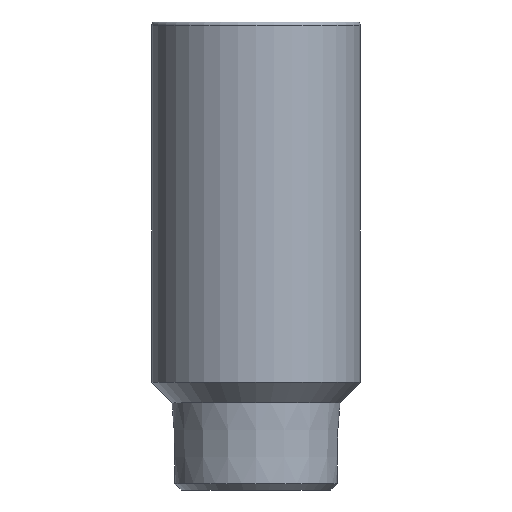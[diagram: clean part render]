
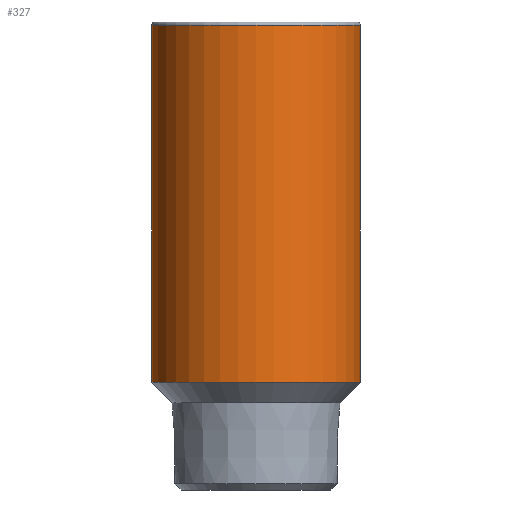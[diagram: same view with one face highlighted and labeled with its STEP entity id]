
A CAD part, front view. The second image highlights one B-rep face of the part: STEP entity #327.
In plain terms, the highlighted cylindrical face has radius 16.5 mm (diameter 33 mm), a full revolution.
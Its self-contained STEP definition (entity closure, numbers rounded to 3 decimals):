
#27=ELLIPSE('',#400,24.789,16.5);
#28=ELLIPSE('',#401,24.789,16.5);
#33=CYLINDRICAL_SURFACE('',#397,16.5);
#54=FACE_OUTER_BOUND('',#78,.T.);
#78=EDGE_LOOP('',(#279,#280,#281,#282,#283,#284,#285,#286,#287));
#95=LINE('',#600,#109);
#96=LINE('',#602,#110);
#109=VECTOR('',#504,16.5);
#110=VECTOR('',#505,16.5);
#135=CIRCLE('',#396,16.5);
#136=CIRCLE('',#398,16.5);
#137=CIRCLE('',#399,16.5);
#160=VERTEX_POINT('',#590);
#161=VERTEX_POINT('',#592);
#162=VERTEX_POINT('',#596);
#163=VERTEX_POINT('',#601);
#164=VERTEX_POINT('',#603);
#203=EDGE_CURVE('',#162,#162,#135,.T.);
#204=EDGE_CURVE('',#162,#161,#95,.T.);
#205=EDGE_CURVE('',#161,#163,#96,.T.);
#206=EDGE_CURVE('',#163,#164,#136,.T.);
#207=EDGE_CURVE('',#164,#163,#137,.T.);
#208=EDGE_CURVE('',#160,#161,#27,.T.);
#209=EDGE_CURVE('',#161,#160,#28,.T.);
#279=ORIENTED_EDGE('',*,*,#203,.F.);
#280=ORIENTED_EDGE('',*,*,#204,.T.);
#281=ORIENTED_EDGE('',*,*,#205,.T.);
#282=ORIENTED_EDGE('',*,*,#206,.T.);
#283=ORIENTED_EDGE('',*,*,#207,.T.);
#284=ORIENTED_EDGE('',*,*,#205,.F.);
#285=ORIENTED_EDGE('',*,*,#208,.F.);
#286=ORIENTED_EDGE('',*,*,#209,.F.);
#287=ORIENTED_EDGE('',*,*,#204,.F.);
#327=ADVANCED_FACE('',(#54),#33,.T.);
#396=AXIS2_PLACEMENT_3D('',#598,#500,#501);
#397=AXIS2_PLACEMENT_3D('',#599,#502,#503);
#398=AXIS2_PLACEMENT_3D('',#604,#506,#507);
#399=AXIS2_PLACEMENT_3D('',#605,#508,#509);
#400=AXIS2_PLACEMENT_3D('',#606,#510,#511);
#401=AXIS2_PLACEMENT_3D('',#607,#512,#513);
#500=DIRECTION('center_axis',(0.,0.,1.));
#501=DIRECTION('ref_axis',(-1.,0.,0.));
#502=DIRECTION('center_axis',(0.,0.,1.));
#503=DIRECTION('ref_axis',(1.,0.,0.));
#504=DIRECTION('',(0.,0.,-1.));
#505=DIRECTION('',(0.,0.,-1.));
#506=DIRECTION('center_axis',(0.,0.,1.));
#507=DIRECTION('ref_axis',(1.,0.,0.));
#508=DIRECTION('center_axis',(0.,0.,1.));
#509=DIRECTION('ref_axis',(1.,0.,0.));
#510=DIRECTION('center_axis',(0.,0.746,0.666));
#511=DIRECTION('ref_axis',(0.,0.666,-0.746));
#512=DIRECTION('center_axis',(0.,0.746,-0.666));
#513=DIRECTION('ref_axis',(0.,0.666,0.746));
#590=CARTESIAN_POINT('',(16.5,0.,0.));
#592=CARTESIAN_POINT('',(-16.5,0.,0.));
#596=CARTESIAN_POINT('',(-16.5,0.,33.5));
#598=CARTESIAN_POINT('Origin',(0.,0.,33.5));
#599=CARTESIAN_POINT('Origin',(0.,0.,0.));
#600=CARTESIAN_POINT('',(-16.5,0.,0.));
#601=CARTESIAN_POINT('',(-16.5,0.,-22.984));
#602=CARTESIAN_POINT('',(-16.5,0.,0.));
#603=CARTESIAN_POINT('',(0.,-16.5,-22.984));
#604=CARTESIAN_POINT('Origin',(0.,0.,-22.984));
#605=CARTESIAN_POINT('Origin',(0.,0.,-22.984));
#606=CARTESIAN_POINT('Origin',(0.,0.,0.));
#607=CARTESIAN_POINT('Origin',(0.,0.,0.));
